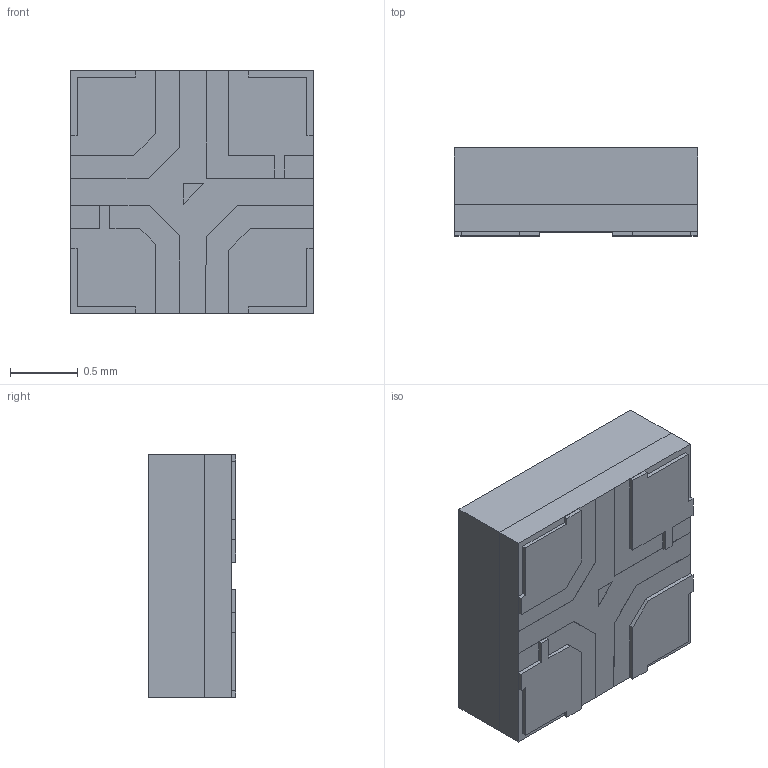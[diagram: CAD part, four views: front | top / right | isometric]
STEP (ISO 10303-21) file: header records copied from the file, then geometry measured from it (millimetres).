
FILE_DESCRIPTION (( 'STEP AP203' ), '1' );
FILE_NAME ('SMD-LX0707RGB-TR.STEP', '2020-08-04T07:21:45', ( '' ), ( '' ), 'SwSTEP 2.0', 'SolidWorks 2020', '' );
FILE_SCHEMA (( 'CONFIG_CONTROL_DESIGN' ));
Length unit declared in the file: millimetre
Products named in the file (1): SMD-LX0707RGB-TR
Bounding box: 1.8 x 0.65 x 1.8 mm (x, y, z)
Volume: 2.1 mm3; surface area: 20.5 mm2
Topology: 6 solids, 6 shells, 82 faces, 207 edges, 138 vertices
Faces by surface type: plane 82
Entity records: 2478 total; most frequent: CARTESIAN_POINT 428, ORIENTED_EDGE 414, DIRECTION 373, EDGE_CURVE 207, LINE 207, VECTOR 207, VERTEX_POINT 138, EDGE_LOOP 83
